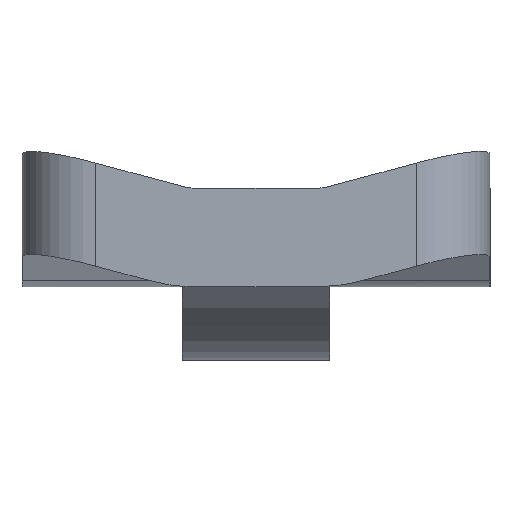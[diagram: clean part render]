
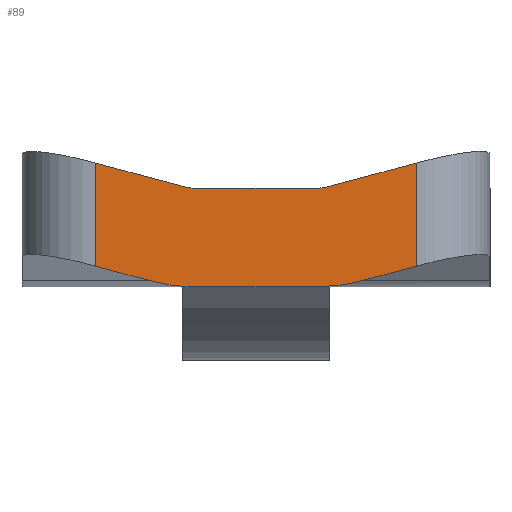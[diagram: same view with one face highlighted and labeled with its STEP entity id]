
A CAD part, left-side view. The second image highlights one B-rep face of the part: STEP entity #89.
In plain terms, the highlighted planar face has unit normal (-1, 0, 0).
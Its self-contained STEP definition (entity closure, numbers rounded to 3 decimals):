
#89=ADVANCED_FACE('',(#189),#190,.T.);
#189=FACE_OUTER_BOUND('',#357,.T.);
#190=PLANE('',#358);
#357=EDGE_LOOP('',(#652,#653,#654,#655,#656,#657,#658,#659,#660,#661,#662,#663));
#358=AXIS2_PLACEMENT_3D('',#664,#665,#666);
#652=ORIENTED_EDGE('',*,*,#1214,.F.);
#653=ORIENTED_EDGE('',*,*,#1258,.T.);
#654=ORIENTED_EDGE('',*,*,#1259,.T.);
#655=ORIENTED_EDGE('',*,*,#1260,.T.);
#656=ORIENTED_EDGE('',*,*,#1243,.T.);
#657=ORIENTED_EDGE('',*,*,#1261,.T.);
#658=ORIENTED_EDGE('',*,*,#1262,.T.);
#659=ORIENTED_EDGE('',*,*,#1263,.T.);
#660=ORIENTED_EDGE('',*,*,#1264,.F.);
#661=ORIENTED_EDGE('',*,*,#1265,.F.);
#662=ORIENTED_EDGE('',*,*,#1266,.F.);
#663=ORIENTED_EDGE('',*,*,#1267,.F.);
#664=CARTESIAN_POINT('',(-45.0,229.184,-90.803));
#665=DIRECTION('',(-1.0,0.,0.0));
#666=DIRECTION('',(0.,-1.0,0.0));
#1214=EDGE_CURVE('',#1443,#1445,#1446,.T.);
#1243=EDGE_CURVE('',#1502,#1500,#1503,.T.);
#1258=EDGE_CURVE('',#1443,#1529,#1530,.T.);
#1259=EDGE_CURVE('',#1529,#1531,#1532,.T.);
#1260=EDGE_CURVE('',#1531,#1502,#1533,.F.);
#1261=EDGE_CURVE('',#1500,#1534,#1535,.F.);
#1262=EDGE_CURVE('',#1534,#1536,#1537,.T.);
#1263=EDGE_CURVE('',#1536,#1538,#1539,.T.);
#1264=EDGE_CURVE('',#1540,#1538,#1541,.T.);
#1265=EDGE_CURVE('',#1542,#1540,#1543,.F.);
#1266=EDGE_CURVE('',#1544,#1542,#1545,.T.);
#1267=EDGE_CURVE('',#1445,#1544,#1546,.F.);
#1443=VERTEX_POINT('',#1878);
#1445=VERTEX_POINT('',#1880);
#1446=LINE('',#1881,#1882);
#1500=VERTEX_POINT('',#2022);
#1502=VERTEX_POINT('',#2025);
#1503=LINE('',#2026,#2027);
#1529=VERTEX_POINT('',#2066);
#1530=LINE('',#2067,#2068);
#1531=VERTEX_POINT('',#2069);
#1532=LINE('',#2070,#2071);
#1533=ELLIPSE('',#2072,1.714,1.5);
#1534=VERTEX_POINT('',#2073);
#1535=ELLIPSE('',#2074,1.714,1.5);
#1536=VERTEX_POINT('',#2075);
#1537=LINE('',#2076,#2077);
#1538=VERTEX_POINT('',#2078);
#1539=LINE('',#2079,#2080);
#1540=VERTEX_POINT('',#2081);
#1541=LINE('',#2082,#2083);
#1542=VERTEX_POINT('',#2084);
#1543=ELLIPSE('',#2085,6.284,5.5);
#1544=VERTEX_POINT('',#2086);
#1545=LINE('',#2087,#2088);
#1546=ELLIPSE('',#2089,6.284,5.5);
#1878=CARTESIAN_POINT('',(-45.0,-6.5,-3.165));
#1880=CARTESIAN_POINT('',(-45.0,-4.301,-3.757));
#1881=CARTESIAN_POINT('',(-45.0,6.561,-6.681));
#1882=VECTOR('',#2423,1.0);
#2022=CARTESIAN_POINT('',(-45.0,2.453,0.0));
#2025=CARTESIAN_POINT('',(-45.0,-2.453,0.0));
#2026=CARTESIAN_POINT('',(-45.0,8.0,0.0));
#2027=VECTOR('',#2427,1.0);
#2066=CARTESIAN_POINT('',(-45.0,-6.5,1.02));
#2067=CARTESIAN_POINT('',(-45.0,-6.5,-90.803));
#2068=VECTOR('',#2444,1.0);
#2069=CARTESIAN_POINT('',(-45.0,-2.957,0.066));
#2070=CARTESIAN_POINT('',(-45.0,7.612,-2.779));
#2071=VECTOR('',#2445,1.0);
#2072=AXIS2_PLACEMENT_3D('',#2446,#2447,#2448);
#2073=CARTESIAN_POINT('',(-45.0,2.957,0.066));
#2074=AXIS2_PLACEMENT_3D('',#2449,#2450,#2451);
#2075=CARTESIAN_POINT('',(-45.0,6.5,1.02));
#2076=CARTESIAN_POINT('',(-45.0,7.835,1.38));
#2077=VECTOR('',#2452,1.0);
#2078=CARTESIAN_POINT('',(-45.0,6.5,-3.165));
#2079=CARTESIAN_POINT('',(-45.0,6.5,-90.803));
#2080=VECTOR('',#2453,1.0);
#2081=CARTESIAN_POINT('',(-45.0,4.301,-3.757));
#2082=CARTESIAN_POINT('',(-45.0,8.886,-2.522));
#2083=VECTOR('',#2454,1.0);
#2084=CARTESIAN_POINT('',(-45.0,2.453,-4.0));
#2085=AXIS2_PLACEMENT_3D('',#2455,#2456,#2457);
#2086=CARTESIAN_POINT('',(-45.0,-2.453,-4.0));
#2087=CARTESIAN_POINT('',(-45.0,8.0,-4.0));
#2088=VECTOR('',#2458,1.0);
#2089=AXIS2_PLACEMENT_3D('',#2459,#2460,#2461);
#2423=DIRECTION('',(0.,0.966,-0.26));
#2427=DIRECTION('',(0.,1.0,0.0));
#2444=DIRECTION('',(0.0,0.0,1.0));
#2445=DIRECTION('',(0.,0.966,-0.26));
#2446=CARTESIAN_POINT('',(-45.0,-2.453,1.5));
#2447=DIRECTION('',(-1.0,0.,0.0));
#2448=DIRECTION('',(0.,1.0,0.0));
#2449=CARTESIAN_POINT('',(-45.0,2.453,1.5));
#2450=DIRECTION('',(-1.0,0.,0.0));
#2451=DIRECTION('',(0.,1.0,0.0));
#2452=DIRECTION('',(0.,0.966,0.26));
#2453=DIRECTION('',(0.0,0.0,-1.0));
#2454=DIRECTION('',(0.,0.966,0.26));
#2455=CARTESIAN_POINT('',(-45.0,2.453,1.5));
#2456=DIRECTION('',(-1.0,0.,0.0));
#2457=DIRECTION('',(0.,1.0,0.0));
#2458=DIRECTION('',(0.,1.0,0.0));
#2459=CARTESIAN_POINT('',(-45.0,-2.453,1.5));
#2460=DIRECTION('',(-1.0,0.,0.0));
#2461=DIRECTION('',(0.,1.0,0.0));
